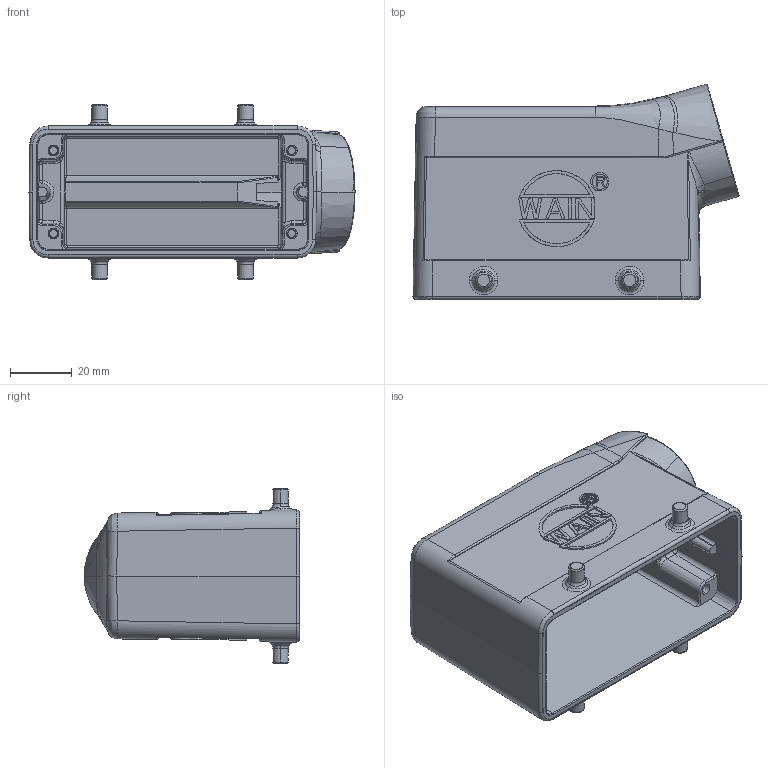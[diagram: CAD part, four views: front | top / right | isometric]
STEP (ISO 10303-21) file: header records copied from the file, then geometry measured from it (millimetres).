
FILE_DESCRIPTION (( 'STEP AP203' ), '1' );
FILE_NAME ('H16B-SE-4B-M32.STEP', '2018-10-12T05:38:24', ( '' ), ( '' ), 'SwSTEP 2.0', 'SolidWorks 2016', '' );
FILE_SCHEMA (( 'CONFIG_CONTROL_DESIGN' ));
Length unit declared in the file: millimetre
Products named in the file (1): H16B-SE-4B-M32
Bounding box: 106.04 x 70.13 x 57 mm (x, y, z)
Volume: 64261 mm3; surface area: 40545.5 mm2
Topology: 1 solids, 1 shells, 537 faces, 1350 edges, 839 vertices
Faces by surface type: plane 246, bspline 147, cylinder 107, cone 36, torus 1
Entity records: 28234 total; most frequent: CARTESIAN_POINT 16993, ORIENTED_EDGE 2668, DIRECTION 1740, EDGE_CURVE 1334, VERTEX_POINT 839, VECTOR 690, LINE 690, EDGE_LOOP 579
